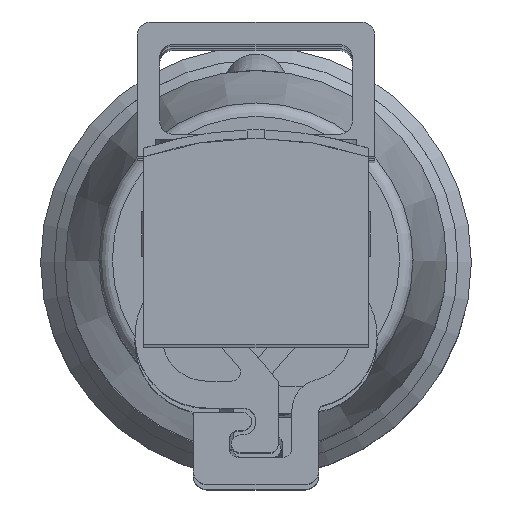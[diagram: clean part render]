
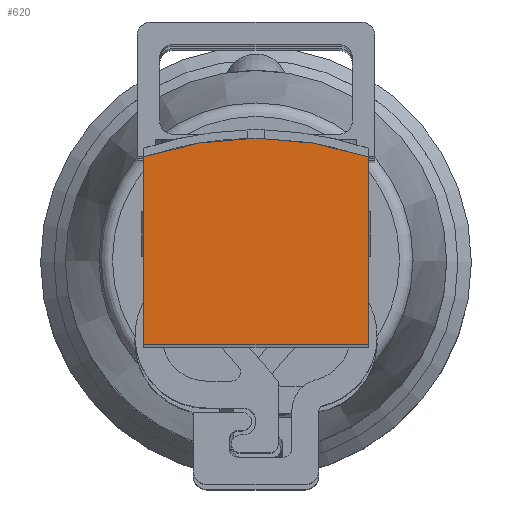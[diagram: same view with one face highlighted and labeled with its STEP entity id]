
A CAD part, top view. The second image highlights one B-rep face of the part: STEP entity #620.
In plain terms, the highlighted planar face has unit normal (0, 0, 1).
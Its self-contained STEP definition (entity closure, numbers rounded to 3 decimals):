
#620 = ADVANCED_FACE( '', ( #1268 ), #1269, .T. );
#1268 = FACE_OUTER_BOUND( '', #1921, .T. );
#1269 = PLANE( '', #1922 );
#1921 = EDGE_LOOP( '', ( #3469, #3470, #3471, #3472 ) );
#1922 = AXIS2_PLACEMENT_3D( '', #3473, #3474, #3475 );
#3469 = ORIENTED_EDGE( '', *, *, #3830, .T. );
#3470 = ORIENTED_EDGE( '', *, *, #4161, .T. );
#3471 = ORIENTED_EDGE( '', *, *, #4029, .T. );
#3472 = ORIENTED_EDGE( '', *, *, #4095, .T. );
#3473 = CARTESIAN_POINT( '', ( 0., -5.2, 31.8 ) );
#3474 = DIRECTION( '', ( 0., 0., 1. ) );
#3475 = DIRECTION( '', ( 1., 0., 0. ) );
#3830 = EDGE_CURVE( '', #4587, #4585, #4588, .T. );
#4029 = EDGE_CURVE( '', #4905, #4903, #4906, .T. );
#4095 = EDGE_CURVE( '', #4903, #4587, #5000, .T. );
#4161 = EDGE_CURVE( '', #4585, #4905, #5088, .T. );
#4585 = VERTEX_POINT( '', #5713 );
#4587 = VERTEX_POINT( '', #5716 );
#4588 = CIRCLE( '', #5717, 7.7 );
#4903 = VERTEX_POINT( '', #6143 );
#4905 = VERTEX_POINT( '', #6146 );
#4906 = LINE( '', #6147, #6148 );
#5000 = LINE( '', #6276, #6277 );
#5088 = LINE( '', #6394, #6395 );
#5713 = CARTESIAN_POINT( '', ( -2.5, 2.083, 31.8 ) );
#5716 = CARTESIAN_POINT( '', ( 2.5, 2.083, 31.8 ) );
#5717 = AXIS2_PLACEMENT_3D( '', #6840, #6841, #6842 );
#6143 = CARTESIAN_POINT( '', ( 2.5, -2.1, 31.8 ) );
#6146 = CARTESIAN_POINT( '', ( -2.5, -2.1, 31.8 ) );
#6147 = CARTESIAN_POINT( '', ( -2.5, -2.1, 31.8 ) );
#6148 = VECTOR( '', #7096, 1000. );
#6276 = CARTESIAN_POINT( '', ( 2.5, -2.1, 31.8 ) );
#6277 = VECTOR( '', #7173, 1000. );
#6394 = CARTESIAN_POINT( '', ( -2.5, 2.083, 31.8 ) );
#6395 = VECTOR( '', #7251, 1000. );
#6840 = CARTESIAN_POINT( '', ( 0., -5.2, 31.8 ) );
#6841 = DIRECTION( '', ( 0., 0., 1. ) );
#6842 = DIRECTION( '', ( 1., 0., 0. ) );
#7096 = DIRECTION( '', ( 1., 0., 0. ) );
#7173 = DIRECTION( '', ( 0., 1., 0. ) );
#7251 = DIRECTION( '', ( 0., -1., 0. ) );
